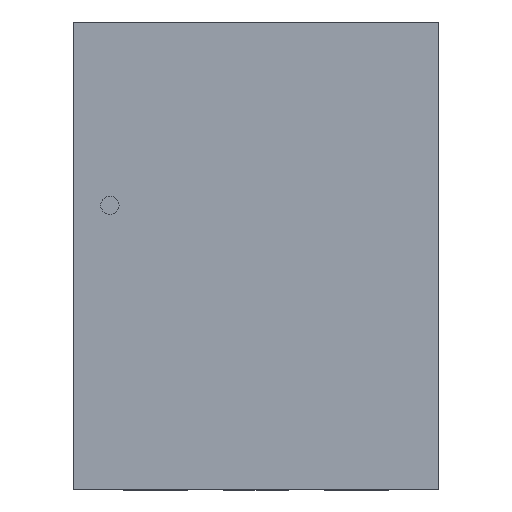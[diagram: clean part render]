
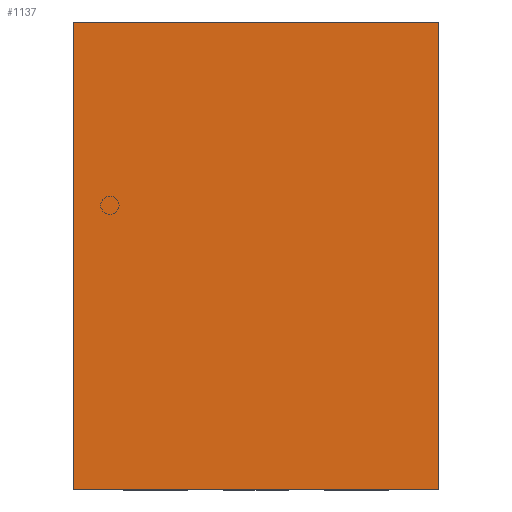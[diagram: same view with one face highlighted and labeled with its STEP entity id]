
A CAD part, top view. The second image highlights one B-rep face of the part: STEP entity #1137.
In plain terms, the highlighted planar face has unit normal (0, 0, 1).
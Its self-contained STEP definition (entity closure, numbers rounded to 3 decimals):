
#29 = CARTESIAN_POINT ( 'NONE',  ( 0.724, -0.927, 0.559 ) ) ;
#34 = LINE ( 'NONE', #1277, #772 ) ;
#132 = DIRECTION ( 'NONE',  ( 0., 1., 0. ) ) ;
#198 = CARTESIAN_POINT ( 'NONE',  ( -0.724, 0.927, 0.559 ) ) ;
#323 = DIRECTION ( 'NONE',  ( 1., 0., 0. ) ) ;
#352 = CARTESIAN_POINT ( 'NONE',  ( 0.724, 0.927, 0.559 ) ) ;
#405 = VERTEX_POINT ( 'NONE', #1378 ) ;
#448 = EDGE_LOOP ( 'NONE', ( #970, #1809, #1630, #1441 ) ) ;
#479 = PLANE ( 'NONE',  #878 ) ;
#536 = EDGE_CURVE ( 'NONE', #839, #820, #1660, .T. ) ;
#772 = VECTOR ( 'NONE', #1266, 1000. ) ;
#820 = VERTEX_POINT ( 'NONE', #352 ) ;
#839 = VERTEX_POINT ( 'NONE', #198 ) ;
#870 = VECTOR ( 'NONE', #132, 1000. ) ;
#878 = AXIS2_PLACEMENT_3D ( 'NONE', #1798, #1351, #323 ) ;
#908 = DIRECTION ( 'NONE',  ( 0., -1., 0. ) ) ;
#970 = ORIENTED_EDGE ( 'NONE', *, *, #536, .F. ) ;
#995 = LINE ( 'NONE', #29, #1881 ) ;
#1032 = FACE_OUTER_BOUND ( 'NONE', #448, .T. ) ;
#1137 = ADVANCED_FACE ( 'NONE', ( #1032 ), #479, .T. ) ;
#1140 = EDGE_CURVE ( 'NONE', #820, #405, #995, .T. ) ;
#1266 = DIRECTION ( 'NONE',  ( -1., 0., 0. ) ) ;
#1277 = CARTESIAN_POINT ( 'NONE',  ( -0.724, -0.927, 0.559 ) ) ;
#1288 = CARTESIAN_POINT ( 'NONE',  ( -0.724, 0.927, 0.559 ) ) ;
#1293 = LINE ( 'NONE', #1288, #870 ) ;
#1294 = VERTEX_POINT ( 'NONE', #1909 ) ;
#1351 = DIRECTION ( 'NONE',  ( 0., 0., 1. ) ) ;
#1378 = CARTESIAN_POINT ( 'NONE',  ( 0.724, -0.927, 0.559 ) ) ;
#1410 = EDGE_CURVE ( 'NONE', #1294, #839, #1293, .T. ) ;
#1441 = ORIENTED_EDGE ( 'NONE', *, *, #1140, .F. ) ;
#1458 = EDGE_CURVE ( 'NONE', #405, #1294, #34, .T. ) ;
#1560 = CARTESIAN_POINT ( 'NONE',  ( 0.724, 0.927, 0.559 ) ) ;
#1630 = ORIENTED_EDGE ( 'NONE', *, *, #1458, .F. ) ;
#1660 = LINE ( 'NONE', #1560, #1763 ) ;
#1692 = DIRECTION ( 'NONE',  ( 1., 0., 0. ) ) ;
#1763 = VECTOR ( 'NONE', #1692, 1000. ) ;
#1798 = CARTESIAN_POINT ( 'NONE',  ( -0.724, -0.927, 0.559 ) ) ;
#1809 = ORIENTED_EDGE ( 'NONE', *, *, #1410, .F. ) ;
#1881 = VECTOR ( 'NONE', #908, 1000. ) ;
#1909 = CARTESIAN_POINT ( 'NONE',  ( -0.724, -0.927, 0.559 ) ) ;
